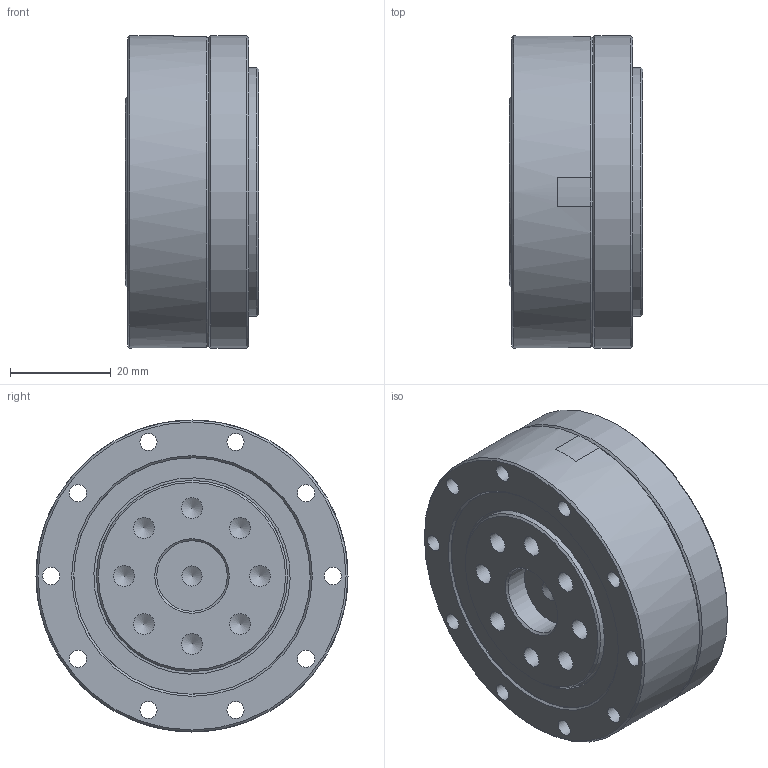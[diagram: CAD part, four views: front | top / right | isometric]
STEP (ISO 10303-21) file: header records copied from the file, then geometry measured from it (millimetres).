
FILE_DESCRIPTION(/* description */ ('STEP AP242','CAx-IF Rec.Pracs.---Representation and Presentation of Product Manufacturing Information (PMI)---4.0---2014-10-13','CAx-IF Rec.Pracs.---3D Tessellated Geometry---0.4---2014-09-14','2;1'),/* implementation_level */ '2;1');
FILE_NAME(/* name */ '68877b2ebc425d248bb6556a',/* time_stamp */ '2025-07-28T13:29:20Z',/* author */ (''),/* organization */ (''),/* preprocessor_version */ 'ST-DEVELOPER v20',/* originating_system */ 'ONSHAPE BY PTC INC, 1.201',/* authorisation */ ' ');
FILE_SCHEMA (('AP242_MANAGED_MODEL_BASED_3D_ENGINEERING_MIM_LF { 1 0 10303 442 1 1 4 }'));
Products named in the file (13): CD-17; hexagon socket head cap screws gb_GB_FASTENER_SCREWS_HSHCS M4X8-N; ????????M2�6_??; CD-17-??; 17-???? <1>; ?-17????; ??-SF-17; CD-17???? <1>; 17-??????; ????-??-CD-17
Assembly tree (23 placements, depth 3):
  CD-17
    hexagon socket head cap screws gb_GB_FASTENER_SCREWS_HSHCS M4X8-N  x8
    ????????M2�6_??  x5
    CD-17-??
    CD-17-??
    17-???? <1>
      ?-17????
      ??-SF-17
    CD-17???? <1>
      17-??????
      ????-??-CD-17
      17-??????
      17-??????
Bounding box: 26.5 x 62 x 62 mm (x, y, z)
Volume: 56272.6 mm3; surface area: 43713.2 mm2
Topology: 21 solids, 21 shells, 2397 faces, 6943 edges, 4632 vertices
Faces by surface type: cylinder 1340, plane 625, cone 384, torus 43, bspline 5
Full cylindrical faces by diameter (mm): 1.6 x5, 2 x5, 2.05 x1, 2.4 x5, 2.5 x4, 2.9 x1, 3.3 x8, 3.4 x20, 3.8 x5, 4 x8, 4.2 x8, 4.3 x5, 4.5 x8, 5 x1, 7 x8, 9.8 x1, 11 x2, 14 x1, 15 x1, 27.2 x1, 30.3 x1, 32.684 x2, 36 x1, 37.957 x1, 38 x2, 39 x1, 39.436 x2, 41.722 x2, 41.9 x2, 42.222 x1
Entity records: 77645 total; most frequent: CARTESIAN_POINT 21502, ORIENTED_EDGE 12540, DIRECTION 10505, EDGE_CURVE 6270, VERTEX_POINT 4325, AXIS2_PLACEMENT_3D 4089, FACE_BOUND 2501, EDGE_LOOP 2476
